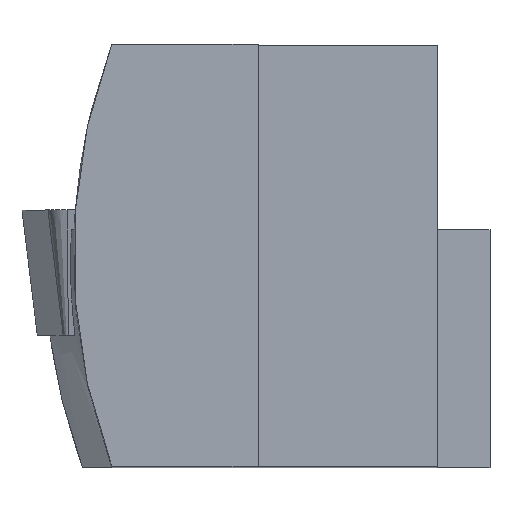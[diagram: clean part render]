
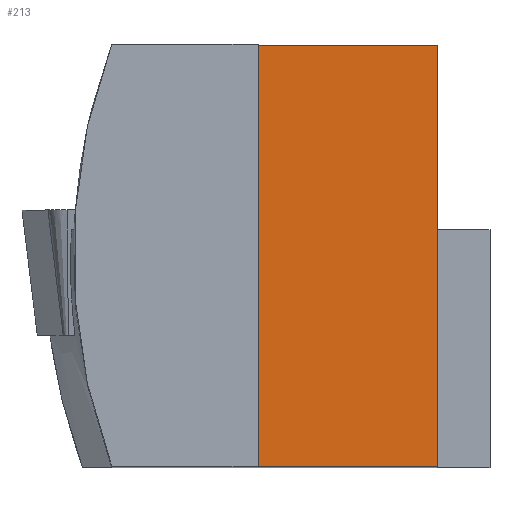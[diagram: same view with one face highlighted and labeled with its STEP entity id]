
A CAD part, top view. The second image highlights one B-rep face of the part: STEP entity #213.
In plain terms, the highlighted planar face has unit normal (0, 0, 1).
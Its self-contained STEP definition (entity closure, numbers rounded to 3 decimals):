
#213=ADVANCED_FACE('',(#284),#260,.F.);
#260=PLANE('',#1009);
#284=FACE_OUTER_BOUND('',#321,.T.);
#321=EDGE_LOOP('',(#419,#420,#421,#422,#423));
#419=ORIENTED_EDGE('',*,*,#721,.F.);
#420=ORIENTED_EDGE('',*,*,#720,.F.);
#421=ORIENTED_EDGE('',*,*,#723,.T.);
#422=ORIENTED_EDGE('',*,*,#724,.F.);
#423=ORIENTED_EDGE('',*,*,#725,.T.);
#632=VERTEX_POINT('',#1413);
#633=VERTEX_POINT('',#1415);
#634=VERTEX_POINT('',#1417);
#635=VERTEX_POINT('',#1421);
#636=VERTEX_POINT('',#1423);
#720=EDGE_CURVE('',#632,#633,#828,.T.);
#721=EDGE_CURVE('',#633,#634,#829,.T.);
#723=EDGE_CURVE('',#632,#635,#831,.T.);
#724=EDGE_CURVE('',#636,#635,#832,.T.);
#725=EDGE_CURVE('',#636,#634,#833,.T.);
#828=LINE('',#1414,#893);
#829=LINE('',#1416,#894);
#831=LINE('',#1420,#896);
#832=LINE('',#1422,#897);
#833=LINE('',#1424,#898);
#893=VECTOR('',#1138,1.);
#894=VECTOR('',#1139,1.);
#896=VECTOR('',#1143,1.);
#897=VECTOR('',#1144,1.);
#898=VECTOR('',#1145,1.);
#1009=AXIS2_PLACEMENT_3D('',#1425,#1146,#1147);
#1138=DIRECTION('',(0.,1.,0.));
#1139=DIRECTION('',(0.,1.,0.));
#1143=DIRECTION('',(1.,0.,0.));
#1144=DIRECTION('',(0.,-1.,0.));
#1145=DIRECTION('',(-1.,0.,0.));
#1146=DIRECTION('',(0.,0.,-1.));
#1147=DIRECTION('',(0.,1.,0.));
#1413=CARTESIAN_POINT('',(0.,-4.,0.));
#1414=CARTESIAN_POINT('',(0.,4.98,0.));
#1415=CARTESIAN_POINT('',(0.,3.3,0.));
#1416=CARTESIAN_POINT('',(0.,4.98,0.));
#1417=CARTESIAN_POINT('',(0.,4.,0.));
#1420=CARTESIAN_POINT('',(0.,-4.,0.));
#1421=CARTESIAN_POINT('',(3.4,-4.,0.));
#1422=CARTESIAN_POINT('',(3.4,4.98,0.));
#1423=CARTESIAN_POINT('',(3.4,4.,0.));
#1424=CARTESIAN_POINT('',(0.,4.,0.));
#1425=CARTESIAN_POINT('',(0.,4.98,0.));
